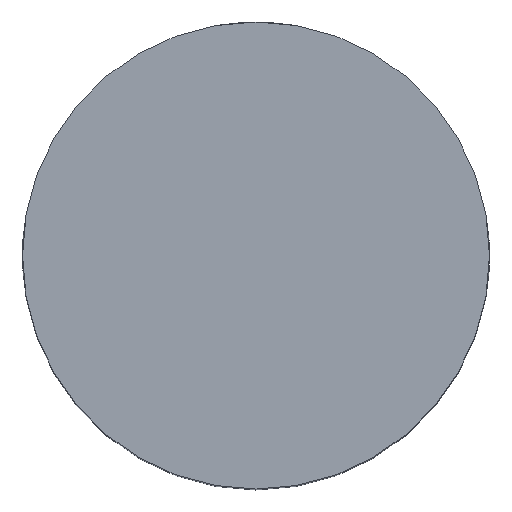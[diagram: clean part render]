
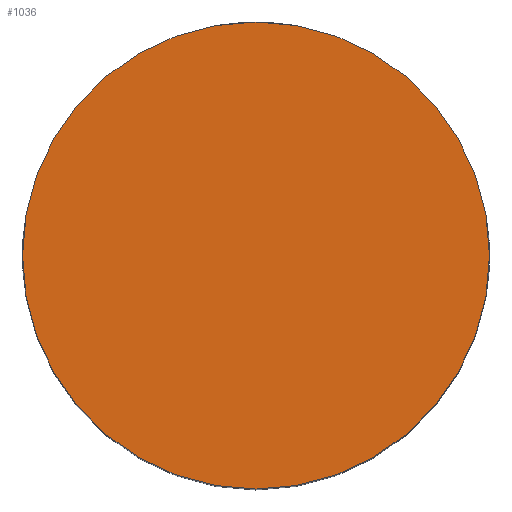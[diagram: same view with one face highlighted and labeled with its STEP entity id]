
A CAD part, top view. The second image highlights one B-rep face of the part: STEP entity #1036.
In plain terms, the highlighted planar face has unit normal (0, 0, 1).
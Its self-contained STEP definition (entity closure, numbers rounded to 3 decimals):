
#21 = EDGE_LOOP ( 'NONE', ( #1367, #440 ) ) ;
#91 = FACE_OUTER_BOUND ( 'NONE', #21, .T. ) ;
#92 = CARTESIAN_POINT ( 'NONE',  ( 0., 0., 63.2 ) ) ;
#178 = DIRECTION ( 'NONE',  ( 0., 0., 1. ) ) ;
#259 = CIRCLE ( 'NONE', #976, 21.5 ) ;
#325 = EDGE_CURVE ( 'NONE', #1028, #1343, #707, .T. ) ;
#380 = AXIS2_PLACEMENT_3D ( 'NONE', #983, #401, #1096 ) ;
#401 = DIRECTION ( 'NONE',  ( 0., 0., 1. ) ) ;
#440 = ORIENTED_EDGE ( 'NONE', *, *, #1168, .T. ) ;
#537 = DIRECTION ( 'NONE',  ( 1., 0., 0. ) ) ;
#543 = CARTESIAN_POINT ( 'NONE',  ( -21.5, 0., 63.2 ) ) ;
#707 = CIRCLE ( 'NONE', #893, 21.5 ) ;
#831 = CARTESIAN_POINT ( 'NONE',  ( 0., 0., 63.2 ) ) ;
#893 = AXIS2_PLACEMENT_3D ( 'NONE', #92, #921, #537 ) ;
#921 = DIRECTION ( 'NONE',  ( 0., 0., 1. ) ) ;
#925 = DIRECTION ( 'NONE',  ( 1., 0., 0. ) ) ;
#976 = AXIS2_PLACEMENT_3D ( 'NONE', #831, #178, #925 ) ;
#983 = CARTESIAN_POINT ( 'NONE',  ( 0., 0., 63.2 ) ) ;
#1028 = VERTEX_POINT ( 'NONE', #543 ) ;
#1036 = ADVANCED_FACE ( 'NONE', ( #91 ), #1133, .T. ) ;
#1096 = DIRECTION ( 'NONE',  ( 1., 0., 0. ) ) ;
#1133 = PLANE ( 'NONE',  #380 ) ;
#1168 = EDGE_CURVE ( 'NONE', #1343, #1028, #259, .T. ) ;
#1259 = CARTESIAN_POINT ( 'NONE',  ( 21.5, 0., 63.2 ) ) ;
#1343 = VERTEX_POINT ( 'NONE', #1259 ) ;
#1367 = ORIENTED_EDGE ( 'NONE', *, *, #325, .T. ) ;
